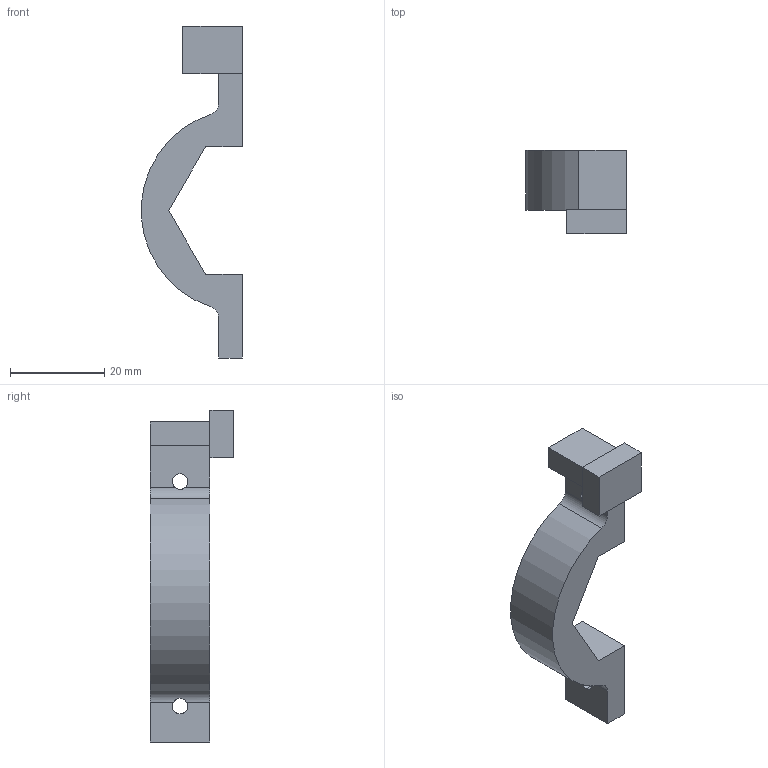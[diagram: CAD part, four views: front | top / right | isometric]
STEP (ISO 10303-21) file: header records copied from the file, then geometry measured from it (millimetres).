
FILE_DESCRIPTION (( 'STEP AP203' ), '1' );
FILE_NAME ('NPT Holder.STEP', '2024-05-02T21:35:21', ( '' ), ( '' ), 'SwSTEP 2.0', 'SolidWorks 2022', '' );
FILE_SCHEMA (( 'CONFIG_CONTROL_DESIGN' ));
Length unit declared in the file: inch
Products named in the file (1): NPT Holder
Bounding box: 21.48 x 17.78 x 70.64 mm (x, y, z)
Volume: 7759.4 mm3; surface area: 3989.4 mm2
Topology: 1 solids, 1 shells, 26 faces, 77 edges, 51 vertices
Faces by surface type: plane 19, cylinder 7
Entity records: 976 total; most frequent: CARTESIAN_POINT 185, ORIENTED_EDGE 154, DIRECTION 141, EDGE_CURVE 77, LINE 59, VECTOR 59, VERTEX_POINT 51, AXIS2_PLACEMENT_3D 41
